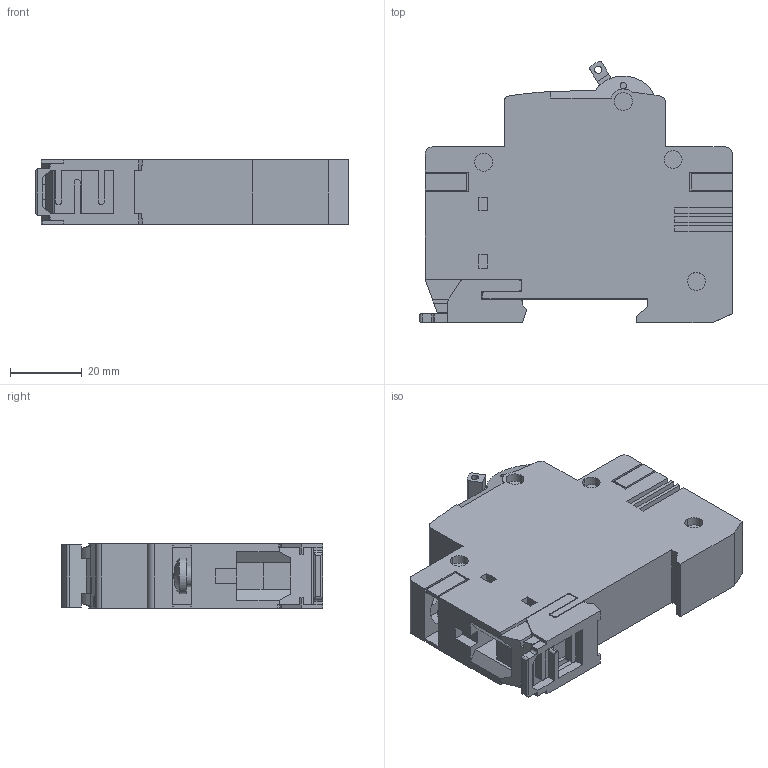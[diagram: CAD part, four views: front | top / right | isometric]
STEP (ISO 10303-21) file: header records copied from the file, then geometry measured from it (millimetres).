
FILE_DESCRIPTION((''),'2;1');
FILE_NAME('ETIMAT_10_1P_ASM','2020-05-27T',('peter.kastelic'),('Audax d.o.o.'),'CREO PARAMETRIC BY PTC INC, 2016050','CREO PARAMETRIC BY PTC INC, 2016050','');
FILE_SCHEMA(('AUTOMOTIVE_DESIGN { 1 0 10303 214 1 1 1 1 }'));
Length unit declared in the file: millimetre
Products named in the file (5): OBUDOWA_ETIMAT10; DZWIGNIA_ETIMAT10; ZAPINKA_ETIMAT10; ASSEM1_ASM; ETIMAT_10_1P_ASM
Assembly tree (4 placements, depth 3):
  ETIMAT_10_1P_ASM
    ASSEM1_ASM
      OBUDOWA_ETIMAT10
      DZWIGNIA_ETIMAT10
      ZAPINKA_ETIMAT10
Bounding box: 87.19 x 72.92 x 18 mm (x, y, z)
Volume: 75715.9 mm3; surface area: 23449.4 mm2
Topology: 3 solids, 5 shells, 435 faces, 1208 edges, 802 vertices
Faces by surface type: plane 297, cylinder 100, extrusion 29, bspline 5, cone 4
Entity records: 17624 total; most frequent: CARTESIAN_POINT 3391, ORIENTED_EDGE 2404, DIRECTION 2173, EDGE_CURVE 1202, VECTOR 899, LINE 870, VERTEX_POINT 802, AXIS2_PLACEMENT_3D 637
